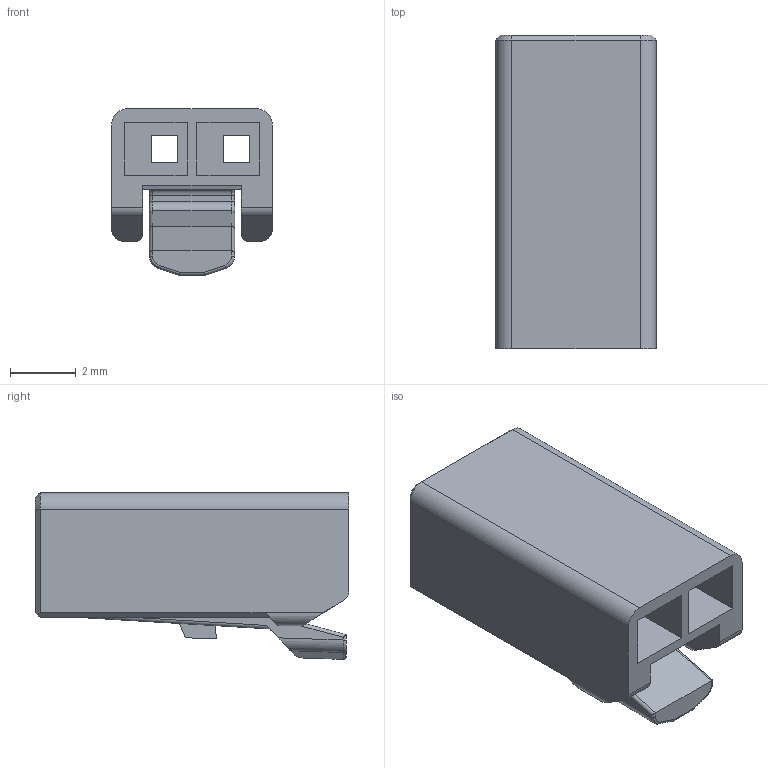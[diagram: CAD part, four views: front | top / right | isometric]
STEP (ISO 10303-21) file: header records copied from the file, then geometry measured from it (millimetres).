
FILE_DESCRIPTION(('CoCreate Modeling STEP Export'),'2;1');
FILE_NAME('DF62B-2S-2.2C.stp','2013-06-05T 8:21:08',(''),(''),'CoCreate Modeling STEP processor for AP214 (Solid Model)','CoCreate Modeling 17.0 01-Apr-2010 (C) Parametric Technology GmbH','');
FILE_SCHEMA(('AUTOMOTIVE_DESIGN { 1 0 10303 214 1 1 1 1 }'));
Length unit declared in the file: millimetre
Products named in the file (1): DF62B-2S-2.2C
Bounding box: 4.9 x 9.55 x 5.08 mm (x, y, z)
Volume: 97.7 mm3; surface area: 405.9 mm2
Topology: 1 solids, 1 shells, 101 faces, 262 edges, 166 vertices
Faces by surface type: plane 62, cylinder 25, bspline 6, torus 6, cone 2
Entity records: 4713 total; most frequent: CARTESIAN_POINT 2256, ORIENTED_EDGE 524, DIRECTION 483, EDGE_CURVE 262, VECTOR 185, LINE 185, VERTEX_POINT 166, AXIS2_PLACEMENT_3D 149
